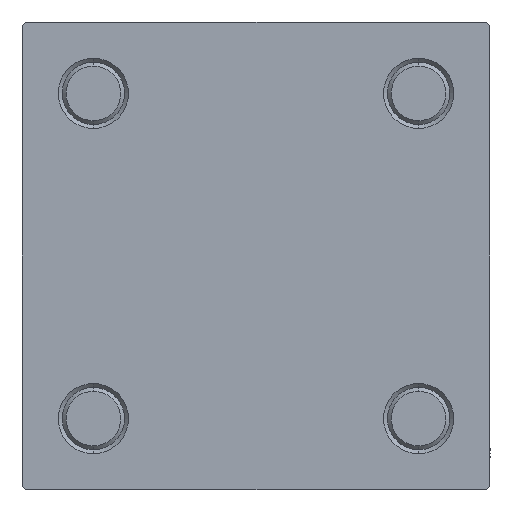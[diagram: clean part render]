
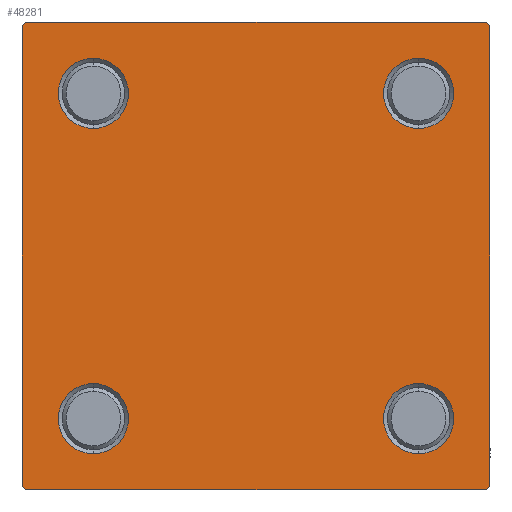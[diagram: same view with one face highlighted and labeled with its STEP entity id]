
A CAD part, left-side view. The second image highlights one B-rep face of the part: STEP entity #48281.
In plain terms, the highlighted planar face has unit normal (-1, 0, 0).
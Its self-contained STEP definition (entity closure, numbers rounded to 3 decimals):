
#63 = CARTESIAN_POINT ( 'NONE',  ( 0., 0., 0. ) ) ;
#75 = CIRCLE ( 'NONE', #23403, 4.5 ) ;
#215 = CIRCLE ( 'NONE', #25994, 4.5 ) ;
#607 = EDGE_LOOP ( 'NONE', ( #16720, #46338 ) ) ;
#613 = DIRECTION ( 'NONE',  ( 0., 0., 1. ) ) ;
#1855 = LINE ( 'NONE', #2339, #12837 ) ;
#2023 = CARTESIAN_POINT ( 'NONE',  ( 0., -30., -29.5 ) ) ;
#2339 = CARTESIAN_POINT ( 'NONE',  ( 0., -29.75, -29.75 ) ) ;
#3346 = DIRECTION ( 'NONE',  ( 0., -0.707, 0.707 ) ) ;
#3457 = AXIS2_PLACEMENT_3D ( 'NONE', #36404, #17228, #48006 ) ;
#4261 = VERTEX_POINT ( 'NONE', #7668 ) ;
#4985 = ORIENTED_EDGE ( 'NONE', *, *, #12616, .T. ) ;
#5220 = VERTEX_POINT ( 'NONE', #27836 ) ;
#5594 = VECTOR ( 'NONE', #18407, 1000. ) ;
#5970 = DIRECTION ( 'NONE',  ( 0., 0.707, -0.707 ) ) ;
#6263 = CARTESIAN_POINT ( 'NONE',  ( 0., 20.85, -25.35 ) ) ;
#6642 = FACE_BOUND ( 'NONE', #607, .T. ) ;
#6841 = EDGE_LOOP ( 'NONE', ( #35822, #36132 ) ) ;
#7006 = ORIENTED_EDGE ( 'NONE', *, *, #31981, .T. ) ;
#7522 = VECTOR ( 'NONE', #36498, 1000. ) ;
#7654 = CARTESIAN_POINT ( 'NONE',  ( 0., 30., 29.5 ) ) ;
#7668 = CARTESIAN_POINT ( 'NONE',  ( 0., -20.85, 16.35 ) ) ;
#7832 = DIRECTION ( 'NONE',  ( 1., 0., 0. ) ) ;
#8138 = VERTEX_POINT ( 'NONE', #11052 ) ;
#8244 = AXIS2_PLACEMENT_3D ( 'NONE', #17336, #12817, #24661 ) ;
#9633 = CARTESIAN_POINT ( 'NONE',  ( 0., 20.85, 16.35 ) ) ;
#10236 = ORIENTED_EDGE ( 'NONE', *, *, #20974, .T. ) ;
#10242 = CARTESIAN_POINT ( 'NONE',  ( 0., 30., 30. ) ) ;
#10496 = LINE ( 'NONE', #33454, #25050 ) ;
#10704 = VECTOR ( 'NONE', #31269, 1000. ) ;
#11052 = CARTESIAN_POINT ( 'NONE',  ( 0., 20.85, -16.35 ) ) ;
#11097 = LINE ( 'NONE', #30251, #5594 ) ;
#11168 = FACE_OUTER_BOUND ( 'NONE', #25081, .T. ) ;
#11262 = VERTEX_POINT ( 'NONE', #7654 ) ;
#11343 = AXIS2_PLACEMENT_3D ( 'NONE', #29637, #13517, #41017 ) ;
#11807 = DIRECTION ( 'NONE',  ( 0., 0., 1. ) ) ;
#12131 = CIRCLE ( 'NONE', #11343, 4.5 ) ;
#12382 = AXIS2_PLACEMENT_3D ( 'NONE', #24062, #43246, #613 ) ;
#12616 = EDGE_CURVE ( 'NONE', #47889, #36592, #40114, .T. ) ;
#12817 = DIRECTION ( 'NONE',  ( 1., 0., 0. ) ) ;
#12837 = VECTOR ( 'NONE', #3346, 1000. ) ;
#12930 = CARTESIAN_POINT ( 'NONE',  ( 0., -20.85, 25.35 ) ) ;
#13517 = DIRECTION ( 'NONE',  ( 1., 0., 0. ) ) ;
#13857 = VERTEX_POINT ( 'NONE', #42811 ) ;
#14463 = CARTESIAN_POINT ( 'NONE',  ( 0., -20.85, -25.35 ) ) ;
#15003 = CARTESIAN_POINT ( 'NONE',  ( 0., -20.85, -20.85 ) ) ;
#15142 = CARTESIAN_POINT ( 'NONE',  ( 0., 20.85, 20.85 ) ) ;
#15573 = DIRECTION ( 'NONE',  ( 1., 0., 0. ) ) ;
#15884 = LINE ( 'NONE', #42398, #10704 ) ;
#15900 = EDGE_CURVE ( 'NONE', #46351, #39706, #36949, .T. ) ;
#15906 = VERTEX_POINT ( 'NONE', #18279 ) ;
#16216 = EDGE_CURVE ( 'NONE', #39706, #44772, #1855, .T. ) ;
#16720 = ORIENTED_EDGE ( 'NONE', *, *, #38859, .T. ) ;
#17228 = DIRECTION ( 'NONE',  ( 1., 0., 0. ) ) ;
#17336 = CARTESIAN_POINT ( 'NONE',  ( 0., -20.85, -20.85 ) ) ;
#17401 = LINE ( 'NONE', #33296, #46631 ) ;
#17464 = ORIENTED_EDGE ( 'NONE', *, *, #43080, .T. ) ;
#18279 = CARTESIAN_POINT ( 'NONE',  ( 0., 30., -29.5 ) ) ;
#18407 = DIRECTION ( 'NONE',  ( 0., 0., -1. ) ) ;
#18526 = CARTESIAN_POINT ( 'NONE',  ( 0., 30., -30. ) ) ;
#18651 = CARTESIAN_POINT ( 'NONE',  ( 0., -20.85, 20.85 ) ) ;
#18845 = ORIENTED_EDGE ( 'NONE', *, *, #34391, .F. ) ;
#18980 = CARTESIAN_POINT ( 'NONE',  ( 0., -29.5, 30. ) ) ;
#20974 = EDGE_CURVE ( 'NONE', #8138, #33061, #30664, .T. ) ;
#21099 = LINE ( 'NONE', #10242, #7522 ) ;
#21430 = VERTEX_POINT ( 'NONE', #14463 ) ;
#21629 = VERTEX_POINT ( 'NONE', #12930 ) ;
#23403 = AXIS2_PLACEMENT_3D ( 'NONE', #15003, #45303, #46043 ) ;
#23699 = CARTESIAN_POINT ( 'NONE',  ( 0., -30., 29.5 ) ) ;
#24062 = CARTESIAN_POINT ( 'NONE',  ( 0., 20.85, 20.85 ) ) ;
#24661 = DIRECTION ( 'NONE',  ( 0., 0., 1. ) ) ;
#24807 = VERTEX_POINT ( 'NONE', #9633 ) ;
#24811 = CARTESIAN_POINT ( 'NONE',  ( 0., 29.5, -30. ) ) ;
#25050 = VECTOR ( 'NONE', #5970, 1000. ) ;
#25081 = EDGE_LOOP ( 'NONE', ( #7006, #42466, #41906, #35662, #18845, #4985, #40435, #43285 ) ) ;
#25300 = AXIS2_PLACEMENT_3D ( 'NONE', #63, #45486, #42201 ) ;
#25517 = VERTEX_POINT ( 'NONE', #33088 ) ;
#25801 = FACE_BOUND ( 'NONE', #44358, .T. ) ;
#25860 = AXIS2_PLACEMENT_3D ( 'NONE', #38529, #15573, #11807 ) ;
#25971 = DIRECTION ( 'NONE',  ( 0., 0., 1. ) ) ;
#25994 = AXIS2_PLACEMENT_3D ( 'NONE', #18651, #37317, #25971 ) ;
#26803 = FACE_BOUND ( 'NONE', #6841, .T. ) ;
#26946 = CIRCLE ( 'NONE', #30969, 4.5 ) ;
#27003 = DIRECTION ( 'NONE',  ( 0., 0., 1. ) ) ;
#27836 = CARTESIAN_POINT ( 'NONE',  ( 0., -20.85, -16.35 ) ) ;
#28556 = EDGE_LOOP ( 'NONE', ( #10236, #46791 ) ) ;
#29025 = EDGE_CURVE ( 'NONE', #15906, #46351, #15884, .T. ) ;
#29242 = DIRECTION ( 'NONE',  ( 0., 0., -1. ) ) ;
#29637 = CARTESIAN_POINT ( 'NONE',  ( 0., -20.85, 20.85 ) ) ;
#29867 = EDGE_CURVE ( 'NONE', #25517, #24807, #26946, .T. ) ;
#30251 = CARTESIAN_POINT ( 'NONE',  ( 0., 30., 30. ) ) ;
#30664 = CIRCLE ( 'NONE', #25860, 4.5 ) ;
#30969 = AXIS2_PLACEMENT_3D ( 'NONE', #15142, #7832, #27003 ) ;
#31269 = DIRECTION ( 'NONE',  ( 0., -0.707, -0.707 ) ) ;
#31981 = EDGE_CURVE ( 'NONE', #11262, #15906, #11097, .T. ) ;
#32045 = DIRECTION ( 'NONE',  ( 0., 0.707, 0.707 ) ) ;
#33061 = VERTEX_POINT ( 'NONE', #6263 ) ;
#33088 = CARTESIAN_POINT ( 'NONE',  ( 0., 20.85, 25.35 ) ) ;
#33296 = CARTESIAN_POINT ( 'NONE',  ( 0., -30., 30. ) ) ;
#33425 = DIRECTION ( 'NONE',  ( 0., -1., 0. ) ) ;
#33454 = CARTESIAN_POINT ( 'NONE',  ( 0., 29.75, 29.75 ) ) ;
#34391 = EDGE_CURVE ( 'NONE', #47889, #44772, #17401, .T. ) ;
#34877 = PLANE ( 'NONE',  #25300 ) ;
#34896 = CIRCLE ( 'NONE', #3457, 4.5 ) ;
#35662 = ORIENTED_EDGE ( 'NONE', *, *, #16216, .T. ) ;
#35822 = ORIENTED_EDGE ( 'NONE', *, *, #29867, .T. ) ;
#35846 = CARTESIAN_POINT ( 'NONE',  ( 0., -29.75, 29.75 ) ) ;
#36132 = ORIENTED_EDGE ( 'NONE', *, *, #45782, .T. ) ;
#36404 = CARTESIAN_POINT ( 'NONE',  ( 0., 20.85, -20.85 ) ) ;
#36474 = ORIENTED_EDGE ( 'NONE', *, *, #38724, .T. ) ;
#36498 = DIRECTION ( 'NONE',  ( 0., -1., 0. ) ) ;
#36592 = VERTEX_POINT ( 'NONE', #18980 ) ;
#36949 = LINE ( 'NONE', #18526, #45819 ) ;
#37317 = DIRECTION ( 'NONE',  ( 1., 0., 0. ) ) ;
#38015 = CIRCLE ( 'NONE', #8244, 4.5 ) ;
#38529 = CARTESIAN_POINT ( 'NONE',  ( 0., 20.85, -20.85 ) ) ;
#38724 = EDGE_CURVE ( 'NONE', #4261, #21629, #12131, .T. ) ;
#38859 = EDGE_CURVE ( 'NONE', #5220, #21430, #75, .T. ) ;
#39706 = VERTEX_POINT ( 'NONE', #47353 ) ;
#39969 = EDGE_CURVE ( 'NONE', #13857, #11262, #10496, .T. ) ;
#40114 = LINE ( 'NONE', #35846, #45755 ) ;
#40435 = ORIENTED_EDGE ( 'NONE', *, *, #49827, .F. ) ;
#41017 = DIRECTION ( 'NONE',  ( 0., 0., 1. ) ) ;
#41906 = ORIENTED_EDGE ( 'NONE', *, *, #15900, .T. ) ;
#42201 = DIRECTION ( 'NONE',  ( 0., 0., 1. ) ) ;
#42322 = EDGE_CURVE ( 'NONE', #21430, #5220, #38015, .T. ) ;
#42398 = CARTESIAN_POINT ( 'NONE',  ( 0., 29.75, -29.75 ) ) ;
#42466 = ORIENTED_EDGE ( 'NONE', *, *, #29025, .T. ) ;
#42811 = CARTESIAN_POINT ( 'NONE',  ( 0., 29.5, 30. ) ) ;
#43080 = EDGE_CURVE ( 'NONE', #21629, #4261, #215, .T. ) ;
#43246 = DIRECTION ( 'NONE',  ( 1., 0., 0. ) ) ;
#43285 = ORIENTED_EDGE ( 'NONE', *, *, #39969, .T. ) ;
#44358 = EDGE_LOOP ( 'NONE', ( #17464, #36474 ) ) ;
#44772 = VERTEX_POINT ( 'NONE', #2023 ) ;
#45303 = DIRECTION ( 'NONE',  ( 1., 0., 0. ) ) ;
#45415 = CIRCLE ( 'NONE', #12382, 4.5 ) ;
#45486 = DIRECTION ( 'NONE',  ( -1., 0., 0. ) ) ;
#45755 = VECTOR ( 'NONE', #32045, 1000. ) ;
#45782 = EDGE_CURVE ( 'NONE', #24807, #25517, #45415, .T. ) ;
#45819 = VECTOR ( 'NONE', #33425, 1000. ) ;
#46043 = DIRECTION ( 'NONE',  ( 0., 0., 1. ) ) ;
#46338 = ORIENTED_EDGE ( 'NONE', *, *, #42322, .T. ) ;
#46351 = VERTEX_POINT ( 'NONE', #24811 ) ;
#46631 = VECTOR ( 'NONE', #29242, 1000. ) ;
#46791 = ORIENTED_EDGE ( 'NONE', *, *, #47547, .T. ) ;
#47353 = CARTESIAN_POINT ( 'NONE',  ( 0., -29.5, -30. ) ) ;
#47547 = EDGE_CURVE ( 'NONE', #33061, #8138, #34896, .T. ) ;
#47889 = VERTEX_POINT ( 'NONE', #23699 ) ;
#48006 = DIRECTION ( 'NONE',  ( 0., 0., 1. ) ) ;
#48281 = ADVANCED_FACE ( 'NONE', ( #25801, #6642, #49752, #26803, #11168 ), #34877, .T. ) ;
#49752 = FACE_BOUND ( 'NONE', #28556, .T. ) ;
#49827 = EDGE_CURVE ( 'NONE', #13857, #36592, #21099, .T. ) ;
